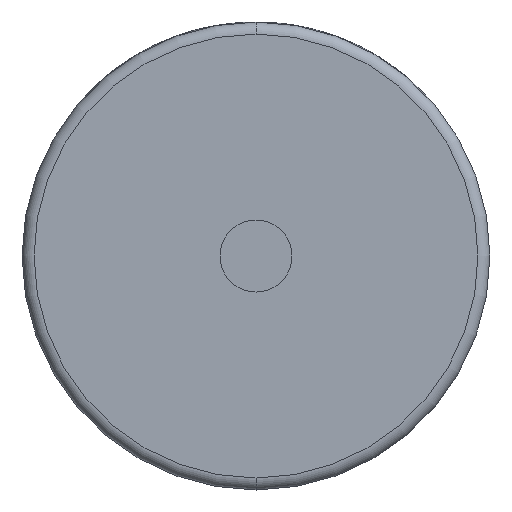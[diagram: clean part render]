
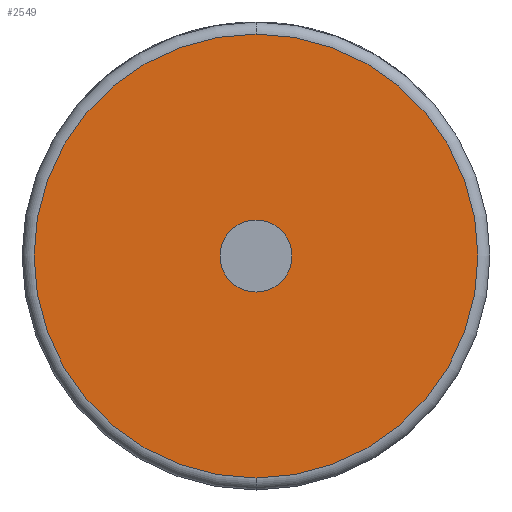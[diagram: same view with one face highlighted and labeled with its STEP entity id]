
A CAD part, front view. The second image highlights one B-rep face of the part: STEP entity #2549.
In plain terms, the highlighted planar face has unit normal (0, -1, 0).
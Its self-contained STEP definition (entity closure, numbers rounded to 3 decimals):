
#332 = CARTESIAN_POINT ( 'NONE',  ( 0., 0., 0. ) ) ;
#502 = EDGE_CURVE ( 'NONE', #3055, #3418, #3077, .T. ) ;
#673 = DIRECTION ( 'NONE',  ( 0., 0., 1. ) ) ;
#884 = AXIS2_PLACEMENT_3D ( 'NONE', #1948, #3905, #2937 ) ;
#929 = PLANE ( 'NONE',  #884 ) ;
#1064 = EDGE_CURVE ( 'NONE', #3418, #3055, #3932, .T. ) ;
#1079 = AXIS2_PLACEMENT_3D ( 'NONE', #1881, #3212, #2505 ) ;
#1118 = DIRECTION ( 'NONE',  ( 0., -1., 0. ) ) ;
#1134 = AXIS2_PLACEMENT_3D ( 'NONE', #332, #2952, #673 ) ;
#1165 = CARTESIAN_POINT ( 'NONE',  ( 0., 0., -6. ) ) ;
#1278 = ORIENTED_EDGE ( 'NONE', *, *, #3325, .T. ) ;
#1314 = ORIENTED_EDGE ( 'NONE', *, *, #502, .F. ) ;
#1403 = AXIS2_PLACEMENT_3D ( 'NONE', #3365, #3038, #3400 ) ;
#1404 = VERTEX_POINT ( 'NONE', #3764 ) ;
#1643 = EDGE_LOOP ( 'NONE', ( #1278, #3822 ) ) ;
#1881 = CARTESIAN_POINT ( 'NONE',  ( 0., 0., 0. ) ) ;
#1948 = CARTESIAN_POINT ( 'NONE',  ( 0., 0., 0. ) ) ;
#2263 = EDGE_CURVE ( 'NONE', #2781, #1404, #3661, .T. ) ;
#2371 = FACE_OUTER_BOUND ( 'NONE', #1643, .T. ) ;
#2505 = DIRECTION ( 'NONE',  ( 0., 0., 1. ) ) ;
#2549 = ADVANCED_FACE ( 'NONE', ( #2371, #2668 ), #929, .F. ) ;
#2668 = FACE_BOUND ( 'NONE', #2886, .T. ) ;
#2781 = VERTEX_POINT ( 'NONE', #3032 ) ;
#2886 = EDGE_LOOP ( 'NONE', ( #1314, #3420 ) ) ;
#2937 = DIRECTION ( 'NONE',  ( 0., 0., 1. ) ) ;
#2952 = DIRECTION ( 'NONE',  ( 0., -1., 0. ) ) ;
#3032 = CARTESIAN_POINT ( 'NONE',  ( 0., 0., -37. ) ) ;
#3038 = DIRECTION ( 'NONE',  ( 0., -1., 0. ) ) ;
#3055 = VERTEX_POINT ( 'NONE', #3632 ) ;
#3077 = CIRCLE ( 'NONE', #1134, 6. ) ;
#3204 = AXIS2_PLACEMENT_3D ( 'NONE', #3751, #1118, #4079 ) ;
#3212 = DIRECTION ( 'NONE',  ( 0., -1., 0. ) ) ;
#3325 = EDGE_CURVE ( 'NONE', #1404, #2781, #4115, .T. ) ;
#3365 = CARTESIAN_POINT ( 'NONE',  ( 0., 0., 0. ) ) ;
#3400 = DIRECTION ( 'NONE',  ( 0., 0., 1. ) ) ;
#3418 = VERTEX_POINT ( 'NONE', #1165 ) ;
#3420 = ORIENTED_EDGE ( 'NONE', *, *, #1064, .F. ) ;
#3632 = CARTESIAN_POINT ( 'NONE',  ( 0., 0., 6. ) ) ;
#3661 = CIRCLE ( 'NONE', #1403, 37. ) ;
#3751 = CARTESIAN_POINT ( 'NONE',  ( 0., 0., 0. ) ) ;
#3764 = CARTESIAN_POINT ( 'NONE',  ( 0., 0., 37. ) ) ;
#3822 = ORIENTED_EDGE ( 'NONE', *, *, #2263, .T. ) ;
#3905 = DIRECTION ( 'NONE',  ( 0., 1., 0. ) ) ;
#3932 = CIRCLE ( 'NONE', #1079, 6. ) ;
#4079 = DIRECTION ( 'NONE',  ( 0., 0., 1. ) ) ;
#4115 = CIRCLE ( 'NONE', #3204, 37. ) ;
